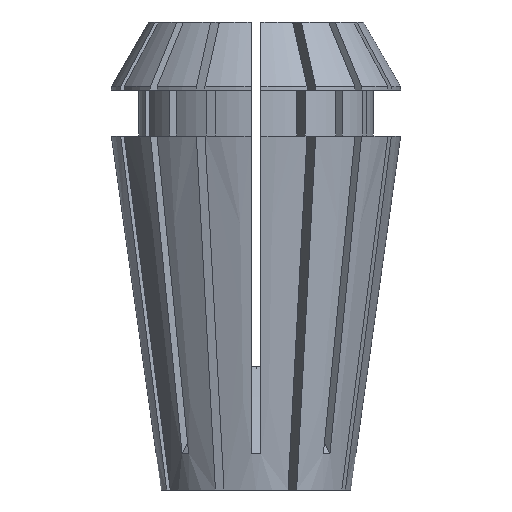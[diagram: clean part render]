
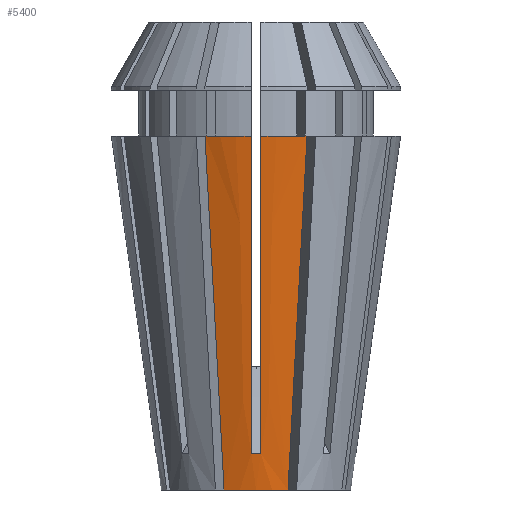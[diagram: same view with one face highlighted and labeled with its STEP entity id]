
A CAD part, left-side view. The second image highlights one B-rep face of the part: STEP entity #5400.
In plain terms, the highlighted conical face has half-angle 8 degrees and reference radius 5.577 mm.
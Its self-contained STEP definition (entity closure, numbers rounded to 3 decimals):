
#88 = FACE_OUTER_BOUND ( 'NONE', #1147, .T. ) ;
#106 = CARTESIAN_POINT ( 'NONE',  ( -5.252, -1.878, 0. ) ) ;
#241 = AXIS2_PLACEMENT_3D ( 'NONE', #4941, #1967, #1043 ) ;
#290 = CARTESIAN_POINT ( 'NONE',  ( -6.308, -0.275, 5.246 ) ) ;
#315 = CARTESIAN_POINT ( 'NONE',  ( -5.872, -0.275, 2.145 ) ) ;
#409 = CARTESIAN_POINT ( 'NONE',  ( -5.252, 1.878, 0. ) ) ;
#414 = CARTESIAN_POINT ( 'NONE',  ( -5.252, -1.878, 0. ) ) ;
#430 = CARTESIAN_POINT ( 'NONE',  ( -7.314, 2.732, 15.874 ) ) ;
#446 = ORIENTED_EDGE ( 'NONE', *, *, #5551, .T. ) ;
#472 = VERTEX_POINT ( 'NONE', #1469 ) ;
#623 = CARTESIAN_POINT ( 'NONE',  ( -7.954, -2.997, 20.8 ) ) ;
#678 = VERTEX_POINT ( 'NONE', #315 ) ;
#743 = CARTESIAN_POINT ( 'NONE',  ( -8.496, 0.275, 20.8 ) ) ;
#773 = VERTEX_POINT ( 'NONE', #5578 ) ;
#857 = VERTEX_POINT ( 'NONE', #623 ) ;
#908 = CARTESIAN_POINT ( 'NONE',  ( -5.879, -0.092, 2.136 ) ) ;
#1025 = CARTESIAN_POINT ( 'NONE',  ( -5.512, -1.986, 2.007 ) ) ;
#1043 = DIRECTION ( 'NONE',  ( -1., 0., 0. ) ) ;
#1147 = EDGE_LOOP ( 'NONE', ( #2846, #2665, #4366, #2704, #2500, #446, #4113, #1762 ) ) ;
#1166 = CIRCLE ( 'NONE', #241, 5.577 ) ;
#1206 = VERTEX_POINT ( 'NONE', #3247 ) ;
#1253 = DIRECTION ( 'NONE',  ( 1., 0., 0. ) ) ;
#1333 = CARTESIAN_POINT ( 'NONE',  ( -5.879, 0.092, 2.136 ) ) ;
#1356 = B_SPLINE_CURVE_WITH_KNOTS ( 'NONE', 3,
 ( #3172, #2231, #4036, #4457, #1858, #4893, #5256 ),
 .UNSPECIFIED., .F., .F.,
 ( 4, 3, 4 ),
 ( 0.035, 0.044, 0.054 ),
 .UNSPECIFIED. ) ;
#1469 = CARTESIAN_POINT ( 'NONE',  ( -5.872, 0.275, 2.145 ) ) ;
#1501 = EDGE_CURVE ( 'NONE', #4357, #472, #1356, .T. ) ;
#1658 = DIRECTION ( 'NONE',  ( 0., 0., -1. ) ) ;
#1713 = CARTESIAN_POINT ( 'NONE',  ( -5.773, 2.094, 4.015 ) ) ;
#1762 = ORIENTED_EDGE ( 'NONE', *, *, #1501, .F. ) ;
#1858 = CARTESIAN_POINT ( 'NONE',  ( -6.745, 0.275, 8.348 ) ) ;
#1861 = CARTESIAN_POINT ( 'NONE',  ( -6.034, -2.202, 6.022 ) ) ;
#1967 = DIRECTION ( 'NONE',  ( 0., 0., -1. ) ) ;
#2050 = VERTEX_POINT ( 'NONE', #414 ) ;
#2231 = CARTESIAN_POINT ( 'NONE',  ( -8.058, 0.275, 17.683 ) ) ;
#2272 = B_SPLINE_CURVE_WITH_KNOTS ( 'NONE', 3,
 ( #3427, #1333, #908, #4393 ),
 .UNSPECIFIED., .F., .F.,
 ( 4, 4 ),
 ( 0., 0.001 ),
 .UNSPECIFIED. ) ;
#2282 = DIRECTION ( 'NONE',  ( 0., 0., -1. ) ) ;
#2384 = CARTESIAN_POINT ( 'NONE',  ( -8.496, -0.275, 20.8 ) ) ;
#2433 = CARTESIAN_POINT ( 'NONE',  ( -7.619, -0.275, 14.566 ) ) ;
#2470 = EDGE_CURVE ( 'NONE', #857, #3010, #2612, .T. ) ;
#2500 = ORIENTED_EDGE ( 'NONE', *, *, #2470, .T. ) ;
#2527 = B_SPLINE_CURVE_WITH_KNOTS ( 'NONE', 3,
 ( #2572, #430, #5596, #3458, #1713, #4737, #409 ),
 .UNSPECIFIED., .F., .F.,
 ( 4, 3, 4 ),
 ( 0., 0.015, 0.021 ),
 .UNSPECIFIED. ) ;
#2550 = CARTESIAN_POINT ( 'NONE',  ( 0., 0., 0. ) ) ;
#2572 = CARTESIAN_POINT ( 'NONE',  ( -7.954, 2.997, 20.8 ) ) ;
#2612 = CIRCLE ( 'NONE', #2865, 8.5 ) ;
#2665 = ORIENTED_EDGE ( 'NONE', *, *, #3085, .T. ) ;
#2680 = EDGE_CURVE ( 'NONE', #4357, #1206, #5313, .T. ) ;
#2685 = CARTESIAN_POINT ( 'NONE',  ( -5.773, -2.094, 4.015 ) ) ;
#2704 = ORIENTED_EDGE ( 'NONE', *, *, #5205, .F. ) ;
#2846 = ORIENTED_EDGE ( 'NONE', *, *, #2680, .T. ) ;
#2865 = AXIS2_PLACEMENT_3D ( 'NONE', #4698, #1658, #4225 ) ;
#2872 = CARTESIAN_POINT ( 'NONE',  ( -7.181, -0.275, 11.449 ) ) ;
#3010 = VERTEX_POINT ( 'NONE', #2384 ) ;
#3085 = EDGE_CURVE ( 'NONE', #1206, #773, #2527, .T. ) ;
#3172 = CARTESIAN_POINT ( 'NONE',  ( -8.496, 0.275, 20.8 ) ) ;
#3192 = B_SPLINE_CURVE_WITH_KNOTS ( 'NONE', 3,
 ( #3552, #5347, #5274, #1861, #2685, #1025, #106 ),
 .UNSPECIFIED., .F., .F.,
 ( 4, 3, 4 ),
 ( 0., 0.015, 0.021 ),
 .UNSPECIFIED. ) ;
#3247 = CARTESIAN_POINT ( 'NONE',  ( -7.954, 2.997, 20.8 ) ) ;
#3266 = B_SPLINE_CURVE_WITH_KNOTS ( 'NONE', 3,
 ( #3331, #3769, #2433, #2872, #4194, #290, #3310 ),
 .UNSPECIFIED., .F., .F.,
 ( 4, 3, 4 ),
 ( 0.035, 0.044, 0.054 ),
 .UNSPECIFIED. ) ;
#3310 = CARTESIAN_POINT ( 'NONE',  ( -5.872, -0.275, 2.145 ) ) ;
#3331 = CARTESIAN_POINT ( 'NONE',  ( -8.496, -0.275, 20.8 ) ) ;
#3427 = CARTESIAN_POINT ( 'NONE',  ( -5.872, 0.275, 2.145 ) ) ;
#3458 = CARTESIAN_POINT ( 'NONE',  ( -6.034, 2.202, 6.022 ) ) ;
#3552 = CARTESIAN_POINT ( 'NONE',  ( -7.954, -2.997, 20.8 ) ) ;
#3769 = CARTESIAN_POINT ( 'NONE',  ( -8.058, -0.275, 17.683 ) ) ;
#3903 = CARTESIAN_POINT ( 'NONE',  ( 0., 0., 20.8 ) ) ;
#4036 = CARTESIAN_POINT ( 'NONE',  ( -7.619, 0.275, 14.566 ) ) ;
#4113 = ORIENTED_EDGE ( 'NONE', *, *, #4816, .F. ) ;
#4133 = CONICAL_SURFACE ( 'NONE', #4943, 5.577, 0.14 ) ;
#4194 = CARTESIAN_POINT ( 'NONE',  ( -6.745, -0.275, 8.348 ) ) ;
#4225 = DIRECTION ( 'NONE',  ( -1., 0., 0. ) ) ;
#4357 = VERTEX_POINT ( 'NONE', #743 ) ;
#4366 = ORIENTED_EDGE ( 'NONE', *, *, #4917, .F. ) ;
#4393 = CARTESIAN_POINT ( 'NONE',  ( -5.872, -0.275, 2.145 ) ) ;
#4457 = CARTESIAN_POINT ( 'NONE',  ( -7.181, 0.275, 11.449 ) ) ;
#4566 = AXIS2_PLACEMENT_3D ( 'NONE', #3903, #2282, #4872 ) ;
#4698 = CARTESIAN_POINT ( 'NONE',  ( 0., 0., 20.8 ) ) ;
#4729 = DIRECTION ( 'NONE',  ( 0., 0., 1. ) ) ;
#4737 = CARTESIAN_POINT ( 'NONE',  ( -5.512, 1.986, 2.007 ) ) ;
#4816 = EDGE_CURVE ( 'NONE', #472, #678, #2272, .T. ) ;
#4872 = DIRECTION ( 'NONE',  ( -1., 0., 0. ) ) ;
#4893 = CARTESIAN_POINT ( 'NONE',  ( -6.308, 0.275, 5.246 ) ) ;
#4917 = EDGE_CURVE ( 'NONE', #2050, #773, #1166, .T. ) ;
#4941 = CARTESIAN_POINT ( 'NONE',  ( 0., 0., 0. ) ) ;
#4943 = AXIS2_PLACEMENT_3D ( 'NONE', #2550, #4729, #1253 ) ;
#5205 = EDGE_CURVE ( 'NONE', #857, #2050, #3192, .T. ) ;
#5256 = CARTESIAN_POINT ( 'NONE',  ( -5.872, 0.275, 2.145 ) ) ;
#5274 = CARTESIAN_POINT ( 'NONE',  ( -6.674, -2.467, 10.948 ) ) ;
#5313 = CIRCLE ( 'NONE', #4566, 8.5 ) ;
#5347 = CARTESIAN_POINT ( 'NONE',  ( -7.314, -2.732, 15.874 ) ) ;
#5400 = ADVANCED_FACE ( 'NONE', ( #88 ), #4133, .T. ) ;
#5551 = EDGE_CURVE ( 'NONE', #3010, #678, #3266, .T. ) ;
#5578 = CARTESIAN_POINT ( 'NONE',  ( -5.252, 1.878, 0. ) ) ;
#5596 = CARTESIAN_POINT ( 'NONE',  ( -6.674, 2.467, 10.948 ) ) ;
